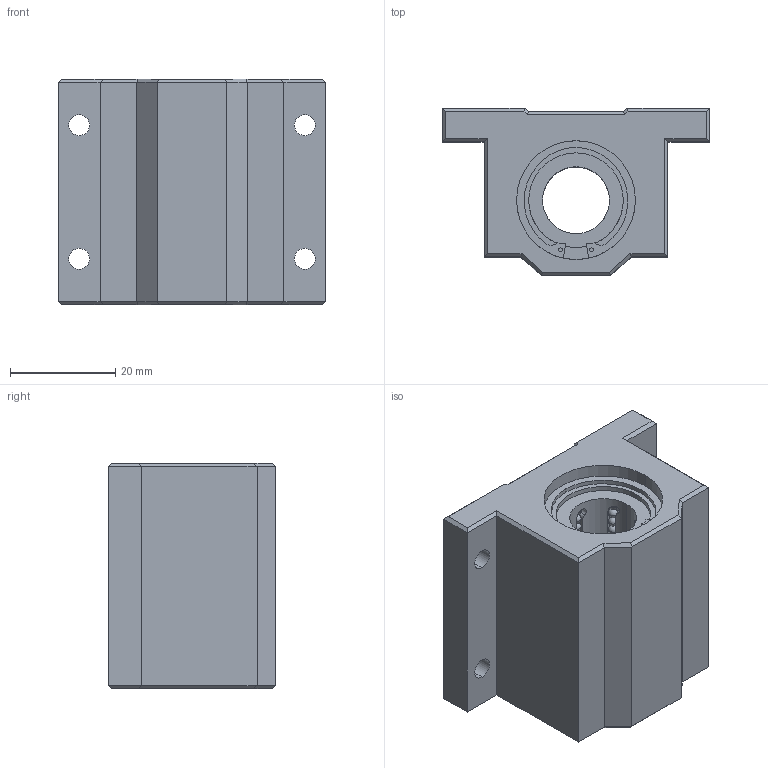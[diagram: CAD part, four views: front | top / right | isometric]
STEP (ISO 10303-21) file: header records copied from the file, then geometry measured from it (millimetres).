
FILE_DESCRIPTION (( 'STEP AP203' ), '1' );
FILE_NAME ('9338T1.step', '2011-05-20T16:47:39', ( 't2jrg' ), ( 'Microsoft' ), 'SwSTEP 2.0', 'SolidWorks 2009', '' );
FILE_SCHEMA (( 'CONFIG_CONTROL_DESIGN' ));
Length unit declared in the file: inch
Products named in the file (1): 9338T1
Bounding box: 50.8 x 31.75 x 42.86 mm (x, y, z)
Volume: 40858.1 mm3; surface area: 11599 mm2
Topology: 1 solids, 1 shells, 458 faces, 1790 edges, 1154 vertices
Faces by surface type: sphere 204, cylinder 172, plane 82
Entity records: 17205 total; most frequent: CARTESIAN_POINT 5263, ORIENTED_EDGE 2608, DIRECTION 2468, EDGE_CURVE 1304, AXIS2_PLACEMENT_3D 1029, VERTEX_POINT 860, CIRCLE 570, EDGE_LOOP 480
